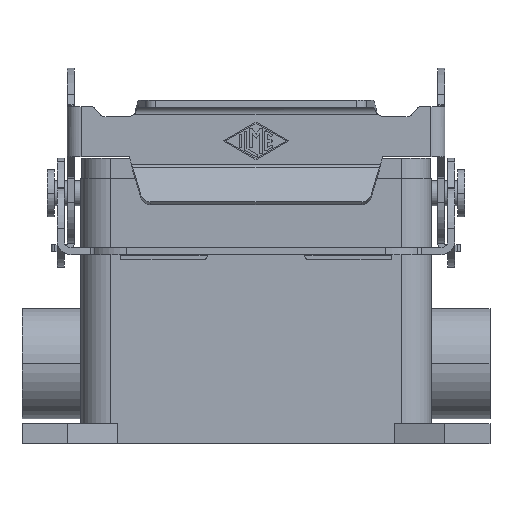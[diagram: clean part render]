
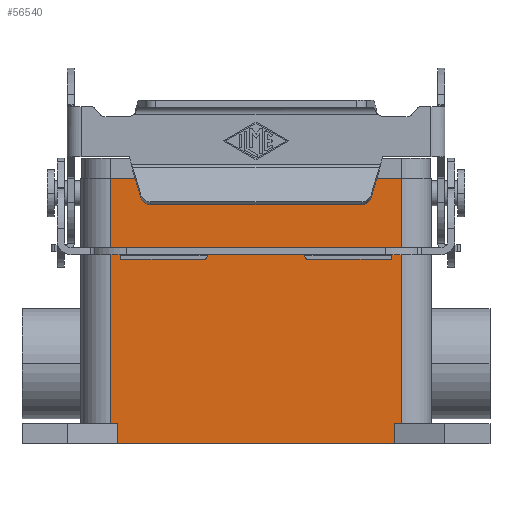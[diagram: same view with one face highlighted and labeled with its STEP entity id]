
A CAD part, front view. The second image highlights one B-rep face of the part: STEP entity #56540.
In plain terms, the highlighted planar face has unit normal (0, -1, 0).
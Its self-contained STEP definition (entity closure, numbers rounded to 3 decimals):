
#50090=CARTESIAN_POINT('',(-29.,-22.25,3.));
#50100=VERTEX_POINT('',#50090);
#50130=CARTESIAN_POINT('',(-29.,-22.25,-46.));
#50140=DIRECTION('',(0.,0.,1.));
#50150=VECTOR('',#50140,49.);
#50160=LINE('',#50130,#50150);
#50170=CARTESIAN_POINT('',(-29.,-22.25,-46.));
#50180=VERTEX_POINT('',#50170);
#50190=EDGE_CURVE('',#50180,#50100,#50160,.T.);
#51190=CARTESIAN_POINT('',(29.,-22.25,-46.));
#51200=DIRECTION('',(0.,0.,1.));
#51210=VECTOR('',#51200,49.);
#51220=LINE('',#51190,#51210);
#51230=CARTESIAN_POINT('',(29.,-22.25,-46.));
#51240=VERTEX_POINT('',#51230);
#51250=CARTESIAN_POINT('',(29.,-22.25,3.));
#51260=VERTEX_POINT('',#51250);
#51270=EDGE_CURVE('',#51240,#51260,#51220,.T.);
#51550=CARTESIAN_POINT('',(29.,-22.25,3.));
#51560=DIRECTION('',(-1.,0.,0.));
#51570=VECTOR('',#51560,58.);
#51580=LINE('',#51550,#51570);
#51590=EDGE_CURVE('',#51260,#50100,#51580,.T.);
#51910=CARTESIAN_POINT('',(-27.75,-22.25,-46.));
#51920=DIRECTION('',(-1.,0.,0.));
#51930=VECTOR('',#51920,1.25);
#51940=LINE('',#51910,#51930);
#51950=CARTESIAN_POINT('',(-27.75,-22.25,-46.));
#51960=VERTEX_POINT('',#51950);
#51970=EDGE_CURVE('',#51960,#50180,#51940,.T.);
#53010=CARTESIAN_POINT('',(27.75,-22.25,-46.));
#53020=VERTEX_POINT('',#53010);
#53050=CARTESIAN_POINT('',(29.,-22.25,-46.));
#53060=DIRECTION('',(-1.,0.,0.));
#53070=VECTOR('',#53060,1.25);
#53080=LINE('',#53050,#53070);
#53090=EDGE_CURVE('',#51240,#53020,#53080,.T.);
#56130=CARTESIAN_POINT('',(27.75,-22.25,-50.));
#56140=VERTEX_POINT('',#56130);
#56170=CARTESIAN_POINT('',(27.75,-22.25,-50.));
#56180=DIRECTION('',(0.,0.,1.));
#56190=VECTOR('',#56180,4.);
#56200=LINE('',#56170,#56190);
#56210=EDGE_CURVE('',#56140,#53020,#56200,.T.);
#56270=CARTESIAN_POINT('',(27.75,-22.25,-50.));
#56280=DIRECTION('',(0.,-1.,0.));
#56290=DIRECTION('',(0.,0.,-1.));
#56300=AXIS2_PLACEMENT_3D('',#56270,#56280,#56290);
#56310=PLANE('',#56300);
#56320=ORIENTED_EDGE('',*,*,#51970,.F.);
#56330=ORIENTED_EDGE('',*,*,#50190,.F.);
#56340=ORIENTED_EDGE('',*,*,#51590,.T.);
#56350=ORIENTED_EDGE('',*,*,#51270,.T.);
#56360=ORIENTED_EDGE('',*,*,#53090,.F.);
#56370=ORIENTED_EDGE('',*,*,#56210,.T.);
#56380=CARTESIAN_POINT('',(27.75,-22.25,-50.));
#56390=DIRECTION('',(-1.,0.,0.));
#56400=VECTOR('',#56390,55.5);
#56410=LINE('',#56380,#56400);
#56420=CARTESIAN_POINT('',(-27.75,-22.25,-50.));
#56430=VERTEX_POINT('',#56420);
#56440=EDGE_CURVE('',#56140,#56430,#56410,.T.);
#56450=ORIENTED_EDGE('',*,*,#56440,.F.);
#56460=CARTESIAN_POINT('',(-27.75,-22.25,-50.));
#56470=DIRECTION('',(0.,0.,1.));
#56480=VECTOR('',#56470,4.);
#56490=LINE('',#56460,#56480);
#56500=EDGE_CURVE('',#56430,#51960,#56490,.T.);
#56510=ORIENTED_EDGE('',*,*,#56500,.F.);
#56520=EDGE_LOOP('',(#56510,#56450,#56370,#56360,#56350,#56340,#56330,
#56320));
#56530=FACE_OUTER_BOUND('',#56520,.T.);
#56540=ADVANCED_FACE('',(#56530),#56310,.T.);
